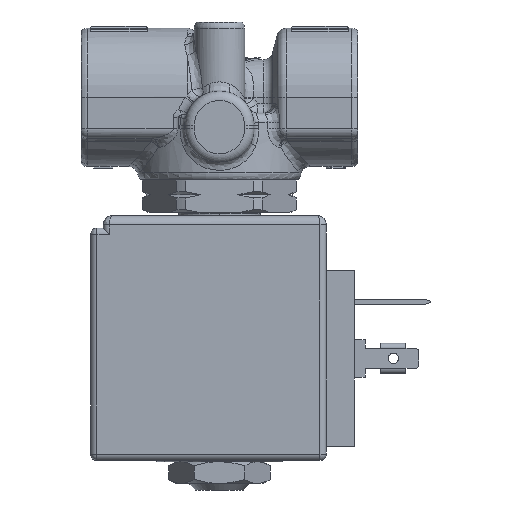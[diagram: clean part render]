
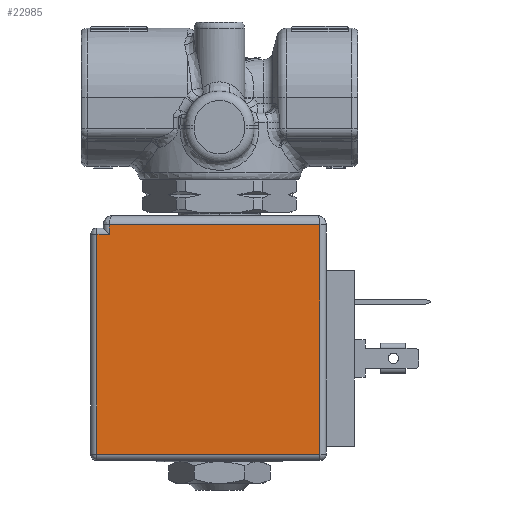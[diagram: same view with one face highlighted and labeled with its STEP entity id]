
A CAD part, front view. The second image highlights one B-rep face of the part: STEP entity #22985.
In plain terms, the highlighted face is planar.
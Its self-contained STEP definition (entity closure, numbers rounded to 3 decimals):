
#20399=DIRECTION('',(1.,0.,0.));
#20400=VECTOR('',#20399,33.5);
#20401=CARTESIAN_POINT('',(-16.,-3.5,
15.));
#20402=LINE('',#20401,#20400);
#20406=DIRECTION('',(0.,1.,0.));
#20407=VECTOR('',#20406,36.5);
#20408=CARTESIAN_POINT('',(-16.,-3.5,
15.));
#20409=LINE('',#20408,#20407);
#20413=DIRECTION('',(-1.,0.,0.));
#20414=VECTOR('',#20413,35.5);
#20415=CARTESIAN_POINT('',(19.5,33.,15.));
#20416=LINE('',#20415,#20414);
#20420=DIRECTION('',(0.,1.,0.));
#20421=VECTOR('',#20420,35.);
#20422=CARTESIAN_POINT('',(19.5,-2.,15.));
#20423=LINE('',#20422,#20421);
#20427=DIRECTION('',(1.,0.,0.));
#20428=VECTOR('',#20427,2.);
#20429=CARTESIAN_POINT('',(17.5,-2.,15.));
#20430=LINE('',#20429,#20428);
#20434=DIRECTION('',(0.,1.,0.));
#20435=VECTOR('',#20434,1.5);
#20436=CARTESIAN_POINT('',(17.5,-3.5,
15.));
#20437=LINE('',#20436,#20435);
#20515=CARTESIAN_POINT('',(17.5,-2.,15.));
#22274=CARTESIAN_POINT('',(-16.,-3.5,
15.));
#22275=CARTESIAN_POINT('',(17.5,-3.5,
15.));
#22276=VERTEX_POINT('',#22274);
#22277=VERTEX_POINT('',#22275);
#22292=CARTESIAN_POINT('',(-16.,33.,15.));
#22293=VERTEX_POINT('',#22292);
#22302=CARTESIAN_POINT('',(19.5,33.,15.));
#22303=VERTEX_POINT('',#22302);
#22316=CARTESIAN_POINT('',(19.5,-2.,15.));
#22317=VERTEX_POINT('',#22316);
#22319=VERTEX_POINT('',#20515);
#22967=CARTESIAN_POINT('',(0.,34.,15.));
#22968=DIRECTION('',(0.,0.,1.));
#22969=DIRECTION('',(1.,0.,0.));
#22970=AXIS2_PLACEMENT_3D('',#22967,#22968,#22969);
#22971=PLANE('',#22970);
#22973=ORIENTED_EDGE('',*,*,#22972,.F.);
#22974=ORIENTED_EDGE('',*,*,#22955,.T.);
#22976=ORIENTED_EDGE('',*,*,#22975,.F.);
#22978=ORIENTED_EDGE('',*,*,#22977,.F.);
#22980=ORIENTED_EDGE('',*,*,#22979,.F.);
#22982=ORIENTED_EDGE('',*,*,#22981,.F.);
#22983=EDGE_LOOP('',(#22973,#22974,#22976,#22978,#22980,#22982));
#22984=FACE_OUTER_BOUND('',#22983,.F.);
#22985=ADVANCED_FACE('',(#22984),#22971,.T.);
#22955=EDGE_CURVE('',#22276,#22293,#20409,.T.);
#22972=EDGE_CURVE('',#22276,#22277,#20402,.T.);
#22975=EDGE_CURVE('',#22303,#22293,#20416,.T.);
#22977=EDGE_CURVE('',#22317,#22303,#20423,.T.);
#22979=EDGE_CURVE('',#22319,#22317,#20430,.T.);
#22981=EDGE_CURVE('',#22277,#22319,#20437,.T.);
